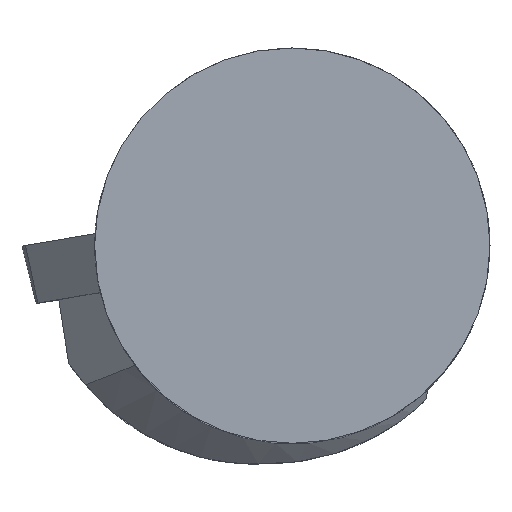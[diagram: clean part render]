
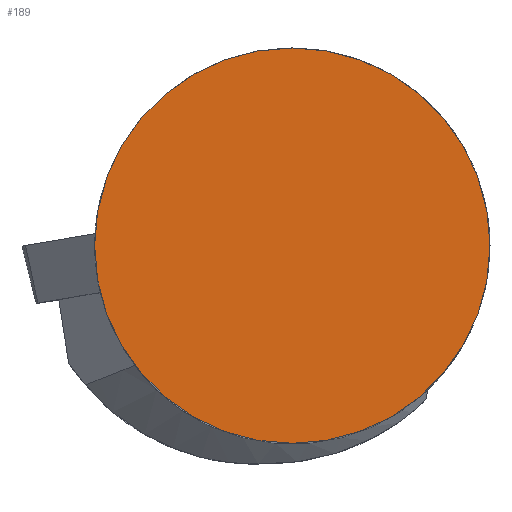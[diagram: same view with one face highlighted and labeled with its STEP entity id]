
A CAD part, top view. The second image highlights one B-rep face of the part: STEP entity #189.
In plain terms, the highlighted planar face has unit normal (0, 0, 1).
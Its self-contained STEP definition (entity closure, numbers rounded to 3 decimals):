
#127=PLANE('',#883);
#154=FACE_OUTER_BOUND('',#268,.T.);
#189=ADVANCED_FACE('',(#154),#127,.T.);
#268=EDGE_LOOP('',(#533));
#375=CIRCLE('',#840,16.);
#533=ORIENTED_EDGE('',*,*,#666,.F.);
#601=VERTEX_POINT('',#1195);
#666=EDGE_CURVE('',#601,#601,#375,.T.);
#840=AXIS2_PLACEMENT_3D('',#1194,#933,#934);
#883=AXIS2_PLACEMENT_3D('',#1391,#1045,#1046);
#933=DIRECTION('',(0.,0.,-1.));
#934=DIRECTION('',(1.,0.,0.));
#1045=DIRECTION('',(0.,0.,1.));
#1046=DIRECTION('',(1.,0.,0.));
#1194=CARTESIAN_POINT('',(0.,0.,0.));
#1195=CARTESIAN_POINT('',(16.,0.,0.));
#1391=CARTESIAN_POINT('',(0.,0.,0.));
